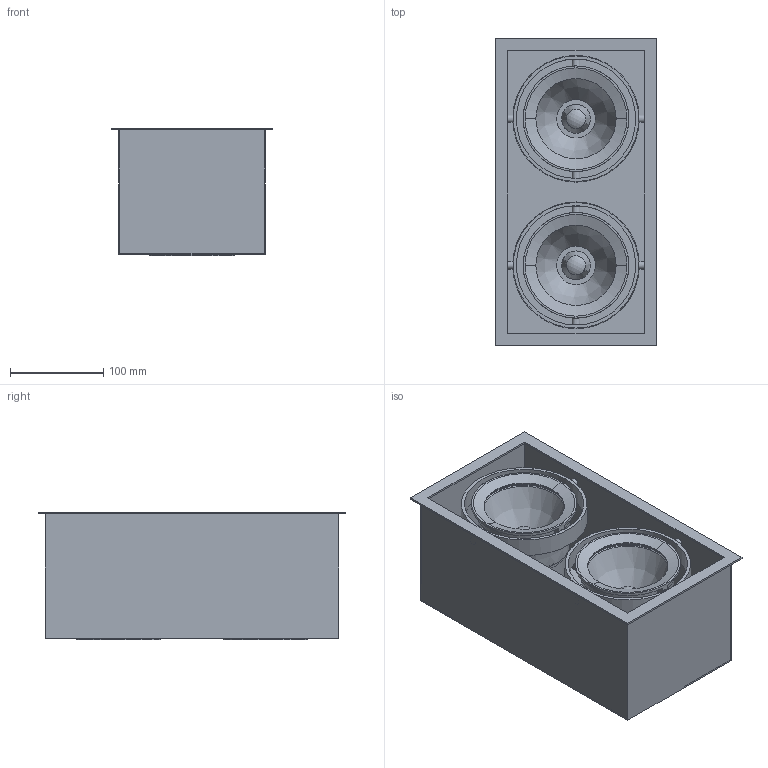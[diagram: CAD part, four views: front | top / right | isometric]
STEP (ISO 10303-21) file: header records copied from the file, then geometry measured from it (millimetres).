
FILE_DESCRIPTION (( 'STEP AP214' ), '1' );
FILE_NAME ('SP_MULTI_2x30W.STEP', '2024-01-08T13:59:04', ( '' ), ( '' ), 'SwSTEP 2.0', 'SolidWorks 2022', '' );
FILE_SCHEMA (( 'AUTOMOTIVE_DESIGN' ));
Length unit declared in the file: millimetre
Products named in the file (1): SP_MULTI_2x30W
Bounding box: 173.4 x 329.5 x 136.97 mm (x, y, z)
Volume: 1350638.7 mm3; surface area: 628515.4 mm2
Topology: 13 solids, 13 shells, 163 faces, 356 edges, 238 vertices
Faces by surface type: plane 71, cylinder 42, cone 40, bspline 8, sphere 2
Full cylindrical faces by diameter (mm): 8 x4, 31 x2, 90 x4, 92 x2, 94 x2, 96 x2, 127.801 x2
Entity records: 7761 total; most frequent: CARTESIAN_POINT 2462, DIRECTION 676, ORIENTED_EDGE 616, EDGE_CURVE 308, AXIS2_PLACEMENT_3D 286, EDGE_LOOP 240, VERTEX_POINT 224, FACE_OUTER_BOUND 185
